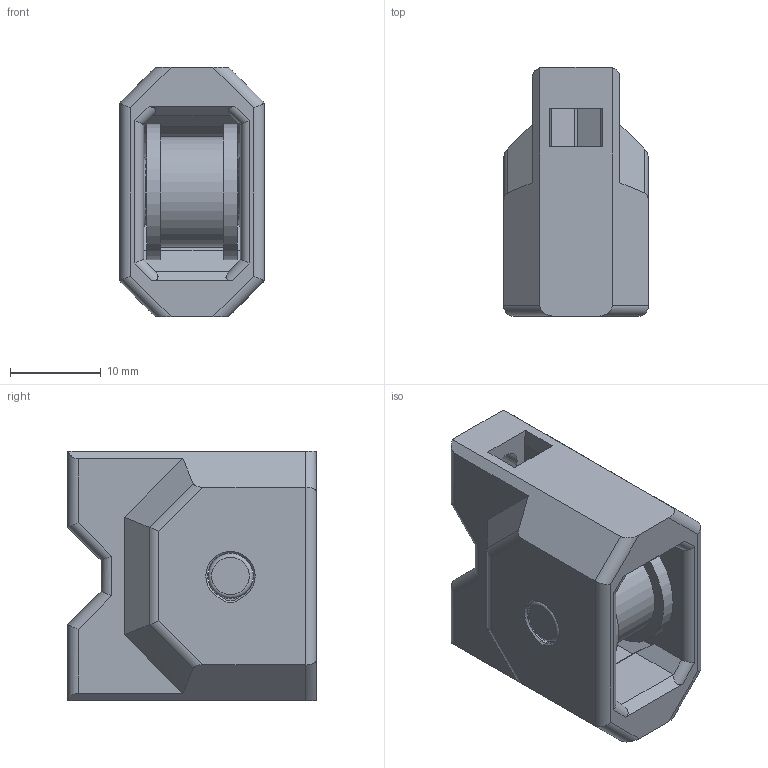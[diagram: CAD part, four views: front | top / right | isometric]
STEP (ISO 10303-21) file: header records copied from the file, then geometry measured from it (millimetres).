
FILE_DESCRIPTION(/* description */ (''),/* implementation_level */ '2;1');
FILE_NAME(/* name */ 'e3d_idler_mount.step',/* time_stamp */ '2020-05-01T20:39:15+02:00',/* author */ (''),/* organization */ (''),/* preprocessor_version */ 'ST-DEVELOPER v18.1',/* originating_system */ 'Autodesk Translation Framework v9.2.0.1227',/* authorisation */ '');
FILE_SCHEMA (('AUTOMOTIVE_DESIGN { 1 0 10303 214 3 1 1 }'));
Length unit declared in the file: millimetre
Products named in the file (3): e3d_idler_mount; 2gt_idler_20t_6mmbelt_e3d; dowel_pin
Assembly tree (2 placements, depth 2):
  e3d_idler_mount
    2gt_idler_20t_6mmbelt_e3d
    dowel_pin
Bounding box: 16 x 27.5 x 27.6 mm (x, y, z)
Volume: 7634 mm3; surface area: 5187.3 mm2
Topology: 3 solids, 3 shells, 142 faces, 351 edges, 224 vertices
Faces by surface type: plane 96, cylinder 40, cone 4, torus 2
Full cylindrical faces by diameter (mm): 4.95 x1, 5 x1, 12.22 x1, 15 x2
Entity records: 4273 total; most frequent: DIRECTION 723, CARTESIAN_POINT 722, ORIENTED_EDGE 702, EDGE_CURVE 351, LINE 273, VECTOR 273, AXIS2_PLACEMENT_3D 225, VERTEX_POINT 224
